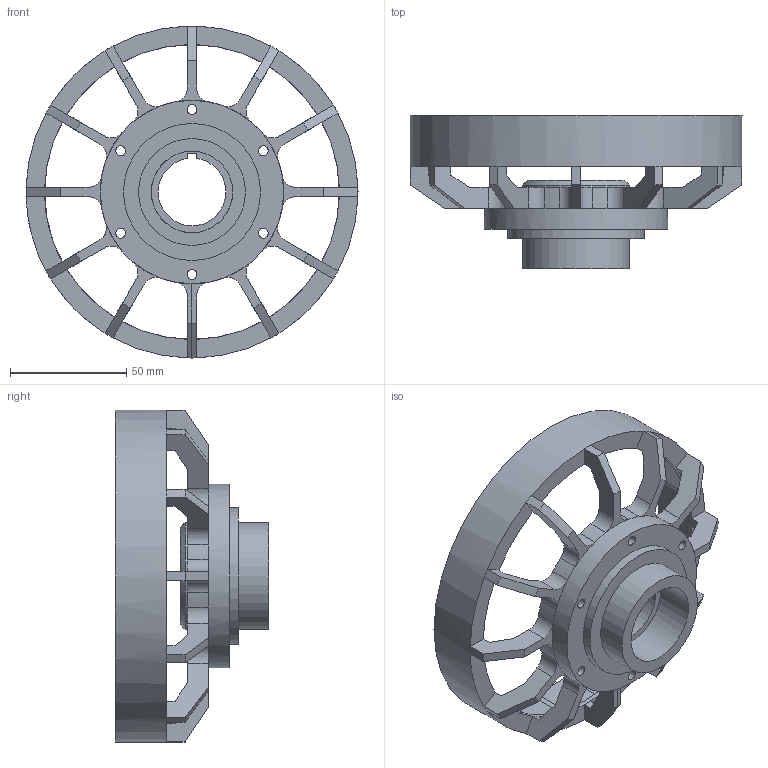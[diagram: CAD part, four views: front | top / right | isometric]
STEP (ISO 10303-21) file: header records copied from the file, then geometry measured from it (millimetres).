
FILE_DESCRIPTION(/* description */ (''),/* implementation_level */ '2;1');
FILE_NAME(/* name */ 'Rotor',/* time_stamp */ '2024-06-16T21:43:36+02:00',/* author */ (''),/* organization */ (''),/* preprocessor_version */ 'ST-DEVELOPER v19.2',/* originating_system */ 'Rhino 8.7',/* authorisation */ '');
FILE_SCHEMA (('CONFIG_CONTROL_DESIGN'));
Length unit declared in the file: millimetre
Products named in the file (1): Document
Bounding box: 143 x 66 x 143 mm (x, y, z)
Volume: 164220.8 mm3; surface area: 56584.6 mm2
Topology: 1 solids, 1 shells, 204 faces, 591 edges, 368 vertices
Faces by surface type: cylinder 94, plane 64, bspline 46
Full cylindrical faces by diameter (mm): 4.2 x6, 35 x1, 46 x2, 59 x1, 79 x1, 127 x1, 143 x1
Entity records: 7829 total; most frequent: CARTESIAN_POINT 2926, ORIENTED_EDGE 1184, DIRECTION 682, EDGE_CURVE 592, AXIS2_PLACEMENT_3D 420, VERTEX_POINT 368, B_SPLINE_CURVE_WITH_KNOTS 269, CIRCLE 260
